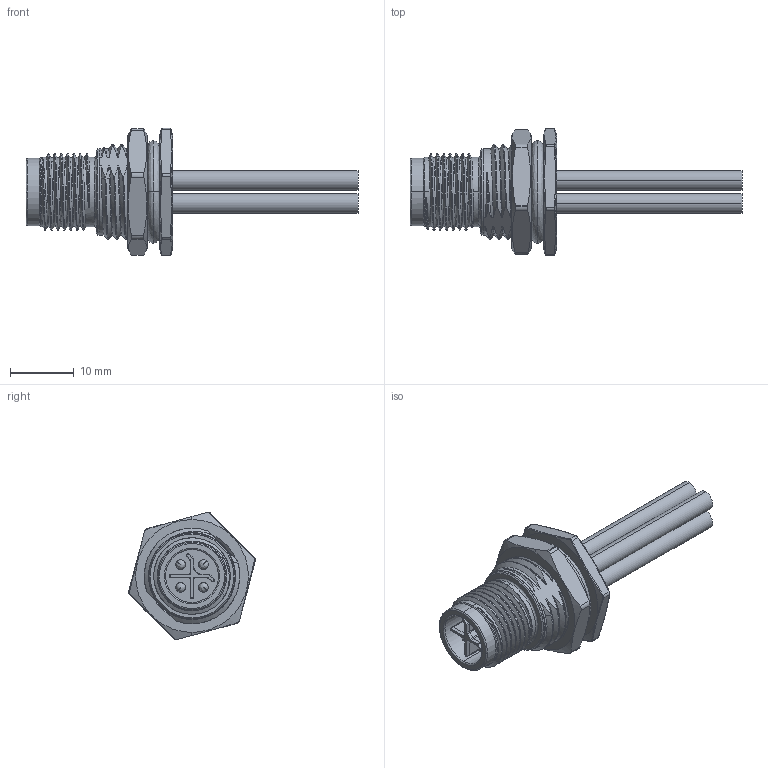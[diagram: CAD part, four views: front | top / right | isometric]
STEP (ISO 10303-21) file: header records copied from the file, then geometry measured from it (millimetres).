
FILE_DESCRIPTION (( 'STEP AP214' ), '1' );
FILE_NAME ('REC-M124SM-PG9F-L_3D.step', '2024-11-11T16:32:25', ( '' ), ( '' ), 'SwSTEP 2.0', 'SolidWorks 2022', '' );
FILE_SCHEMA (( 'AUTOMOTIVE_DESIGN' ));
Length unit declared in the file: inch
Products named in the file (1): REC-M124SM-PG9F-L_3D
Bounding box: 52.11 x 19.94 x 19.98 mm (x, y, z)
Volume: 3820.1 mm3; surface area: 5443.5 mm2
Topology: 1 solids, 1 shells, 436 faces, 1202 edges, 774 vertices
Faces by surface type: cylinder 137, plane 135, bspline 117, cone 47
Entity records: 36143 total; most frequent: CARTESIAN_POINT 21684, ORIENTED_EDGE 2388, DIRECTION 1665, EDGE_CURVE 1194, VERTEX_POINT 774, AXIS2_PLACEMENT_3D 608, EDGE_LOOP 464, LINE 449
